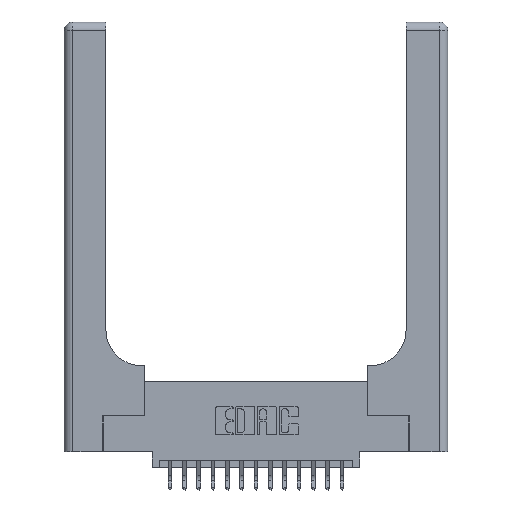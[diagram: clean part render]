
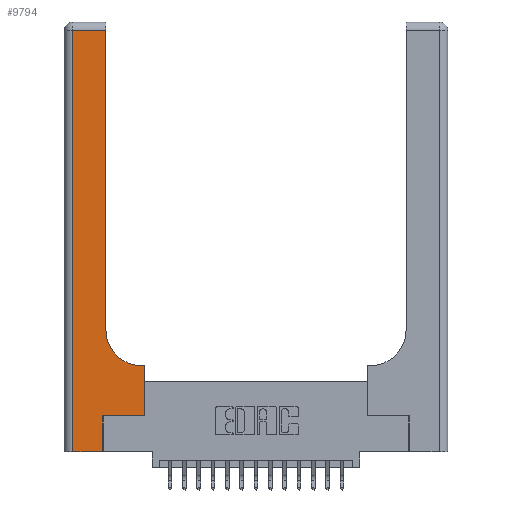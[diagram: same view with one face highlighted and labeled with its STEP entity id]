
A CAD part, top view. The second image highlights one B-rep face of the part: STEP entity #9794.
In plain terms, the highlighted planar face has unit normal (0, 0, 1).
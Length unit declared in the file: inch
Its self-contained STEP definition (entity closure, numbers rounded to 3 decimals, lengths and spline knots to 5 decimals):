
#615 = CARTESIAN_POINT ( 'NONE',  ( 0.5415, 0.85, 0.37 ) ) ;
#673 = DIRECTION ( 'NONE',  ( 1., 0., 0. ) ) ;
#1370 = LINE ( 'NONE', #14242, #8965 ) ;
#2122 = DIRECTION ( 'NONE',  ( 0., 0., -1. ) ) ;
#2151 = VERTEX_POINT ( 'NONE', #17496 ) ;
#2610 = EDGE_CURVE ( 'NONE', #3630, #14904, #9490, .T. ) ;
#2920 = VECTOR ( 'NONE', #11098, 39.37008 ) ;
#2958 = LINE ( 'NONE', #18461, #15529 ) ;
#3140 = ORIENTED_EDGE ( 'NONE', *, *, #15915, .T. ) ;
#3386 = CARTESIAN_POINT ( 'NONE',  ( 0.2915, 0.6, 0.37 ) ) ;
#3630 = VERTEX_POINT ( 'NONE', #5325 ) ;
#3638 = VERTEX_POINT ( 'NONE', #17448 ) ;
#3950 = DIRECTION ( 'NONE',  ( -1., 0., 0. ) ) ;
#3955 = CARTESIAN_POINT ( 'NONE',  ( 0.2915, 3., 0.37 ) ) ;
#4822 = CARTESIAN_POINT ( 'NONE',  ( 0.06, 3., 0.37 ) ) ;
#4848 = ORIENTED_EDGE ( 'NONE', *, *, #2610, .T. ) ;
#5325 = CARTESIAN_POINT ( 'NONE',  ( 0.06, 0., 0.37 ) ) ;
#5727 = CARTESIAN_POINT ( 'NONE',  ( 0.5415, 0.6, 0.37 ) ) ;
#5954 = VERTEX_POINT ( 'NONE', #6846 ) ;
#6303 = EDGE_CURVE ( 'NONE', #3638, #5954, #10692, .T. ) ;
#6340 = DIRECTION ( 'NONE',  ( 1., 0., 0. ) ) ;
#6370 = LINE ( 'NONE', #4822, #16120 ) ;
#6397 = DIRECTION ( 'NONE',  ( 0., 1., 0. ) ) ;
#6619 = CARTESIAN_POINT ( 'NONE',  ( 0., 0., 0.37 ) ) ;
#6846 = CARTESIAN_POINT ( 'NONE',  ( 0.06, 2.94, 0.37 ) ) ;
#6871 = CARTESIAN_POINT ( 'NONE',  ( 0., 2.94, 0.37 ) ) ;
#6927 = LINE ( 'NONE', #3955, #2920 ) ;
#7294 = EDGE_CURVE ( 'NONE', #14904, #12168, #13865, .T. ) ;
#7474 = CARTESIAN_POINT ( 'NONE',  ( 0.269, 0., 0.37 ) ) ;
#7778 = VECTOR ( 'NONE', #11056, 39.37008 ) ;
#8124 = EDGE_CURVE ( 'NONE', #2151, #3638, #6927, .T. ) ;
#8215 = CARTESIAN_POINT ( 'NONE',  ( 0.5585, 0.25, 0.37 ) ) ;
#8866 = CARTESIAN_POINT ( 'NONE',  ( 0.5585, 0.6, 0.37 ) ) ;
#8965 = VECTOR ( 'NONE', #673, 39.37008 ) ;
#9005 = DIRECTION ( 'NONE',  ( 0., 1., 0. ) ) ;
#9220 = CARTESIAN_POINT ( 'NONE',  ( 0.269, 0.25, 0.37 ) ) ;
#9312 = VERTEX_POINT ( 'NONE', #8866 ) ;
#9490 = LINE ( 'NONE', #6619, #10460 ) ;
#9794 = ADVANCED_FACE ( 'NONE', ( #17826 ), #12856, .F. ) ;
#9948 = ORIENTED_EDGE ( 'NONE', *, *, #6303, .T. ) ;
#9970 = EDGE_CURVE ( 'NONE', #5954, #3630, #6370, .T. ) ;
#10150 = ORIENTED_EDGE ( 'NONE', *, *, #8124, .T. ) ;
#10420 = AXIS2_PLACEMENT_3D ( 'NONE', #615, #2122, #6340 ) ;
#10460 = VECTOR ( 'NONE', #17276, 39.37008 ) ;
#10653 = AXIS2_PLACEMENT_3D ( 'NONE', #12296, #15896, #15259 ) ;
#10692 = LINE ( 'NONE', #6871, #11159 ) ;
#11056 = DIRECTION ( 'NONE',  ( -1., 0., 0. ) ) ;
#11098 = DIRECTION ( 'NONE',  ( 0., 1., 0. ) ) ;
#11159 = VECTOR ( 'NONE', #3950, 39.37008 ) ;
#11486 = EDGE_LOOP ( 'NONE', ( #10150, #9948, #11540, #4848, #17266, #3140, #17709, #13480, #16726 ) ) ;
#11540 = ORIENTED_EDGE ( 'NONE', *, *, #9970, .T. ) ;
#11580 = LINE ( 'NONE', #3386, #7778 ) ;
#11609 = EDGE_CURVE ( 'NONE', #9312, #15968, #11580, .T. ) ;
#12168 = VERTEX_POINT ( 'NONE', #9220 ) ;
#12296 = CARTESIAN_POINT ( 'NONE',  ( 0., 3., 0.37 ) ) ;
#12397 = EDGE_CURVE ( 'NONE', #15968, #2151, #19410, .T. ) ;
#12592 = VERTEX_POINT ( 'NONE', #8215 ) ;
#12856 = PLANE ( 'NONE',  #10653 ) ;
#13480 = ORIENTED_EDGE ( 'NONE', *, *, #11609, .T. ) ;
#13865 = LINE ( 'NONE', #7474, #14573 ) ;
#14020 = CARTESIAN_POINT ( 'NONE',  ( 0.269, 0., 0.37 ) ) ;
#14242 = CARTESIAN_POINT ( 'NONE',  ( 0.269, 0.25, 0.37 ) ) ;
#14573 = VECTOR ( 'NONE', #9005, 39.37008 ) ;
#14904 = VERTEX_POINT ( 'NONE', #14020 ) ;
#15259 = DIRECTION ( 'NONE',  ( -1., 0., 0. ) ) ;
#15529 = VECTOR ( 'NONE', #6397, 39.37008 ) ;
#15896 = DIRECTION ( 'NONE',  ( 0., 0., -1. ) ) ;
#15915 = EDGE_CURVE ( 'NONE', #12168, #12592, #1370, .T. ) ;
#15968 = VERTEX_POINT ( 'NONE', #5727 ) ;
#15995 = DIRECTION ( 'NONE',  ( 0., -1., 0. ) ) ;
#16120 = VECTOR ( 'NONE', #15995, 39.37008 ) ;
#16726 = ORIENTED_EDGE ( 'NONE', *, *, #12397, .T. ) ;
#17266 = ORIENTED_EDGE ( 'NONE', *, *, #7294, .T. ) ;
#17276 = DIRECTION ( 'NONE',  ( 1., 0., 0. ) ) ;
#17448 = CARTESIAN_POINT ( 'NONE',  ( 0.2915, 2.94, 0.37 ) ) ;
#17496 = CARTESIAN_POINT ( 'NONE',  ( 0.2915, 0.85, 0.37 ) ) ;
#17615 = EDGE_CURVE ( 'NONE', #12592, #9312, #2958, .T. ) ;
#17709 = ORIENTED_EDGE ( 'NONE', *, *, #17615, .T. ) ;
#17826 = FACE_OUTER_BOUND ( 'NONE', #11486, .T. ) ;
#18461 = CARTESIAN_POINT ( 'NONE',  ( 0.5585, 0.25, 0.37 ) ) ;
#19410 = CIRCLE ( 'NONE', #10420, 0.25 ) ;
